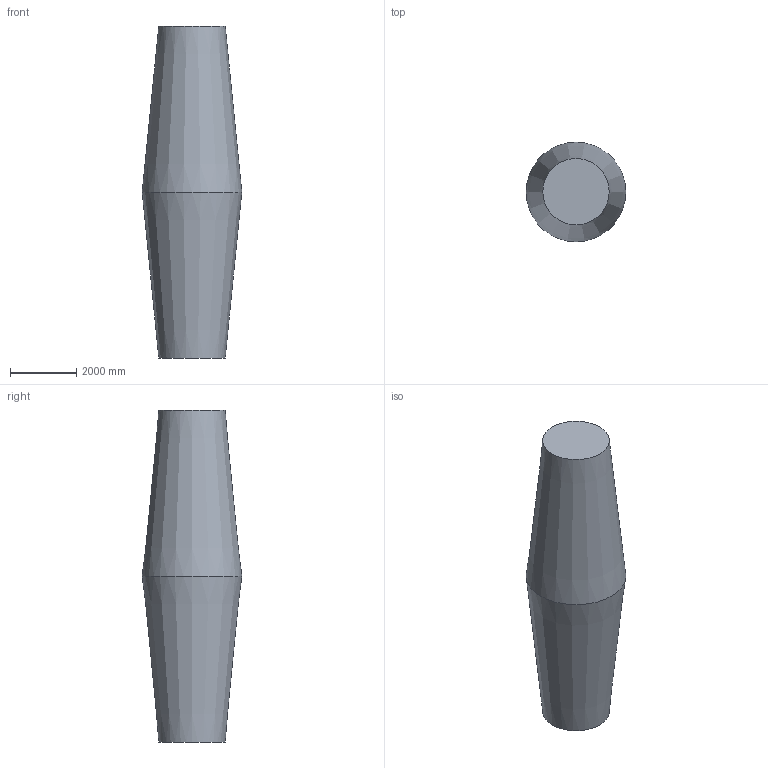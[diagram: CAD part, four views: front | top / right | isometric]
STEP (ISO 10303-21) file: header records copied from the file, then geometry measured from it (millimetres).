
FILE_DESCRIPTION(('Open CASCADE Model'),'2;1');
FILE_NAME('Open CASCADE Shape Model','2012-12-15T23:21:14',('Author'),( 'Open CASCADE'),'Open CASCADE STEP processor 6.5','Open CASCADE 6.5' ,'Unknown');
FILE_SCHEMA(('AUTOMOTIVE_DESIGN_CC2 { 1 2 10303 214 -1 1 5 4 }'));
Length unit declared in the file: millimetre
Products named in the file (1): Open CASCADE STEP translator 6.5 1
Bounding box: 3000 x 3000 x 10000 mm (x, y, z)
Volume: 49741883681.8 mm3; surface area: 85214723.9 mm2
Topology: 1 solids, 1 shells, 4 faces, 5 edges, 3 vertices
Faces by surface type: cone 2, plane 2
Entity records: 153 total; most frequent: CARTESIAN_POINT 29, DIRECTION 22, ORIENTED_EDGE 10, PCURVE 10, DEFINITIONAL_REPRESENTATION 10, AXIS2_PLACEMENT_3D 8, B_SPLINE_CURVE_WITH_KNOTS 6, EDGE_CURVE 5
